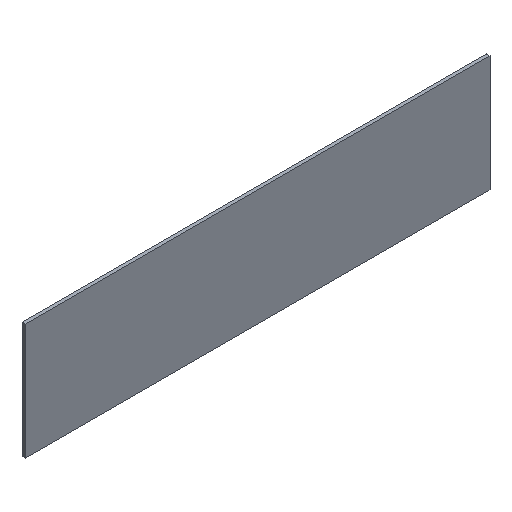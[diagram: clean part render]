
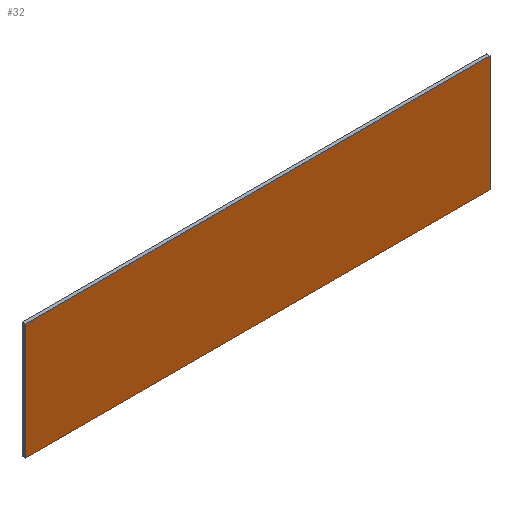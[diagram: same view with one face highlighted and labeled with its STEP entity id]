
A CAD part, isometric view. The second image highlights one B-rep face of the part: STEP entity #32.
In plain terms, the highlighted planar face has unit normal (0, -1, 0).
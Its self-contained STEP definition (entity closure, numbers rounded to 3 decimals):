
#7 = ORIENTED_EDGE ( 'NONE', *, *, #89, .T. ) ;
#9 = VERTEX_POINT ( 'NONE', #83 ) ;
#13 = VECTOR ( 'NONE', #141, 1000. ) ;
#32 = ADVANCED_FACE ( 'NONE', ( #82 ), #127, .F. ) ;
#43 = EDGE_CURVE ( 'NONE', #222, #9, #165, .T. ) ;
#48 = VERTEX_POINT ( 'NONE', #67 ) ;
#63 = VERTEX_POINT ( 'NONE', #121 ) ;
#64 = CARTESIAN_POINT ( 'NONE',  ( 40., 0., 0. ) ) ;
#67 = CARTESIAN_POINT ( 'NONE',  ( -40., 0., 20. ) ) ;
#68 = DIRECTION ( 'NONE',  ( -1., 0., 0. ) ) ;
#69 = ORIENTED_EDGE ( 'NONE', *, *, #125, .T. ) ;
#82 = FACE_OUTER_BOUND ( 'NONE', #154, .T. ) ;
#83 = CARTESIAN_POINT ( 'NONE',  ( 40., 0., 0. ) ) ;
#85 = DIRECTION ( 'NONE',  ( 0., 1., 0. ) ) ;
#89 = EDGE_CURVE ( 'NONE', #48, #63, #161, .T. ) ;
#103 = DIRECTION ( 'NONE',  ( 0., 0., 1. ) ) ;
#105 = CARTESIAN_POINT ( 'NONE',  ( -40., 0., 20. ) ) ;
#121 = CARTESIAN_POINT ( 'NONE',  ( -40., 0., 0. ) ) ;
#125 = EDGE_CURVE ( 'NONE', #222, #48, #198, .T. ) ;
#126 = CARTESIAN_POINT ( 'NONE',  ( 40., 0., 20. ) ) ;
#127 = PLANE ( 'NONE',  #171 ) ;
#129 = DIRECTION ( 'NONE',  ( 0., 0., -1. ) ) ;
#141 = DIRECTION ( 'NONE',  ( -1., 0., 0. ) ) ;
#142 = LINE ( 'NONE', #64, #13 ) ;
#154 = EDGE_LOOP ( 'NONE', ( #7, #223, #156, #69 ) ) ;
#156 = ORIENTED_EDGE ( 'NONE', *, *, #43, .F. ) ;
#159 = VECTOR ( 'NONE', #129, 1000. ) ;
#161 = LINE ( 'NONE', #105, #218 ) ;
#164 = DIRECTION ( 'NONE',  ( 0., 0., -1. ) ) ;
#165 = LINE ( 'NONE', #126, #159 ) ;
#168 = EDGE_CURVE ( 'NONE', #9, #63, #142, .T. ) ;
#171 = AXIS2_PLACEMENT_3D ( 'NONE', #234, #85, #103 ) ;
#197 = CARTESIAN_POINT ( 'NONE',  ( 40., 0., 20. ) ) ;
#198 = LINE ( 'NONE', #197, #204 ) ;
#204 = VECTOR ( 'NONE', #68, 1000. ) ;
#218 = VECTOR ( 'NONE', #164, 1000. ) ;
#222 = VERTEX_POINT ( 'NONE', #224 ) ;
#223 = ORIENTED_EDGE ( 'NONE', *, *, #168, .F. ) ;
#224 = CARTESIAN_POINT ( 'NONE',  ( 40., 0., 20. ) ) ;
#234 = CARTESIAN_POINT ( 'NONE',  ( 40., 0., 20. ) ) ;
